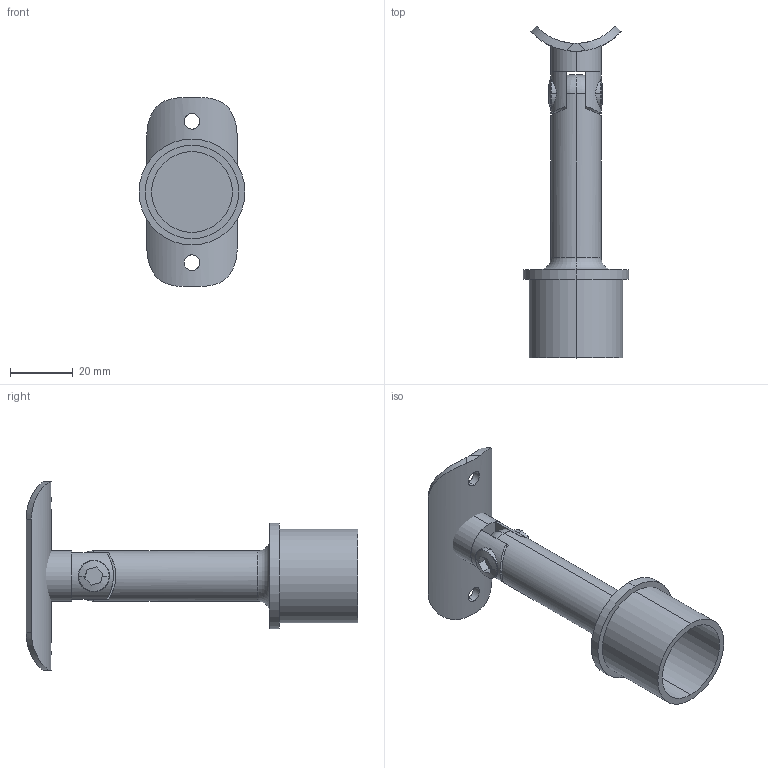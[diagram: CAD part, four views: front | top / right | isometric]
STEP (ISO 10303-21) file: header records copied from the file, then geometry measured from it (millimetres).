
FILE_DESCRIPTION (( 'STEP AP203' ), '1' );
FILE_NAME ('3D_GC2054_33.7_188705610.STEP', '2024-10-16T07:56:34', ( '' ), ( '' ), 'SwSTEP 2.0', 'SolidWorks 2024', '' );
FILE_SCHEMA (( 'CONFIG_CONTROL_DESIGN' ));
Length unit declared in the file: millimetre
Products named in the file (1): 3D_GC2054_33.7_188705610
Bounding box: 33.7 x 105.55 x 60 mm (x, y, z)
Volume: 26301.4 mm3; surface area: 15748.4 mm2
Topology: 6 solids, 6 shells, 89 faces, 202 edges, 132 vertices
Faces by surface type: cylinder 42, plane 35, torus 8, sphere 4
Entity records: 3409 total; most frequent: CARTESIAN_POINT 1266, DIRECTION 456, ORIENTED_EDGE 404, EDGE_CURVE 202, AXIS2_PLACEMENT_3D 190, VERTEX_POINT 132, EDGE_LOOP 106, CIRCLE 100
